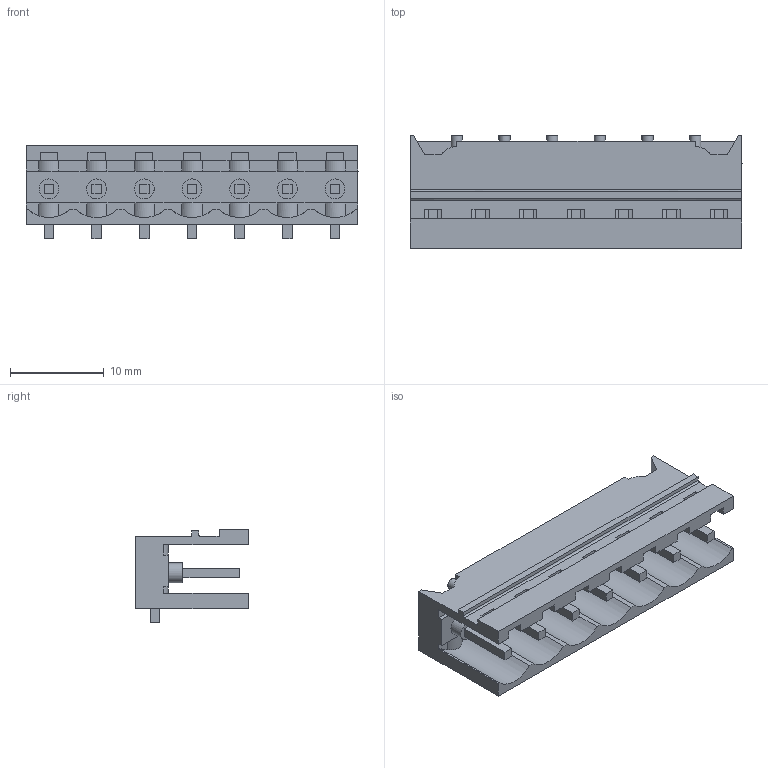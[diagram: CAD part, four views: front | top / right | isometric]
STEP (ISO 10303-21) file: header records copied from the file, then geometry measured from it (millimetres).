
FILE_DESCRIPTION(('CATIA V5 STEP Exchange','CAx-IF Rec.Pracs.--- Model Styling and Organization---1.4--- 2014-01-23'),'2;1');
FILE_NAME ('D1455840_0_1774814001_1774814001.stp','2019-01-09T10:11:29+00:00',('none'),('Weidmueller'),'CATIA Version 5-6 Release 2016 SP3 HF44','CATIA V5 STEP AP214','none');
FILE_SCHEMA(('AUTOMOTIVE_DESIGN { 1 0 10303 214 1 1 1 1 }'));
Length unit declared in the file: millimetre
Products named in the file (1): 1774814001
Bounding box: 35.36 x 12 x 9.93 mm (x, y, z)
Volume: 1256.5 mm3; surface area: 2970.6 mm2
Topology: 8 solids, 8 shells, 399 faces, 1248 edges, 858 vertices
Faces by surface type: plane 326, cylinder 71, extrusion 2
Entity records: 13622 total; most frequent: CARTESIAN_POINT 2746, ORIENTED_EDGE 2496, DIRECTION 1692, EDGE_CURVE 1248, VECTOR 989, LINE 987, VERTEX_POINT 858, AXIS2_PLACEMENT_3D 447
